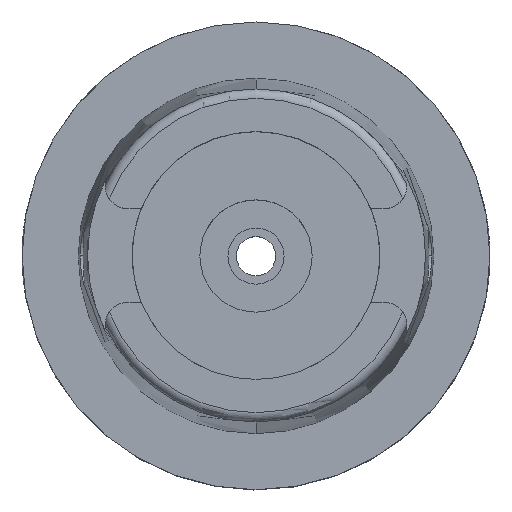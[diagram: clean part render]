
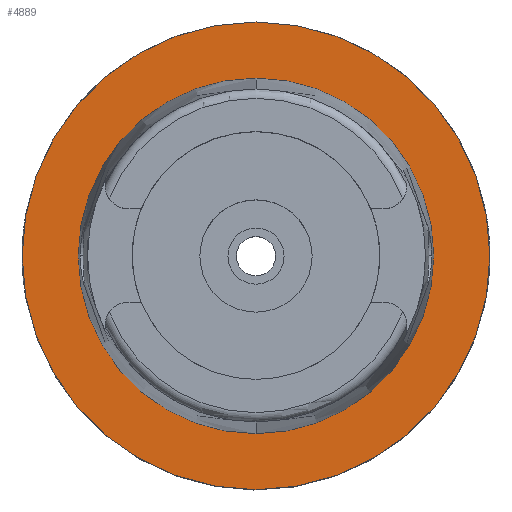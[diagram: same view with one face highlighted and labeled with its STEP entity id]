
A CAD part, top view. The second image highlights one B-rep face of the part: STEP entity #4889.
In plain terms, the highlighted planar face has unit normal (0, 0, 1).
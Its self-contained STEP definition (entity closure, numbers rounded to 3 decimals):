
#225 = CARTESIAN_POINT ( 'NONE',  ( 0., 0., 0. ) ) ;
#361 = CARTESIAN_POINT ( 'NONE',  ( 0., -50., 0. ) ) ;
#418 = DIRECTION ( 'NONE',  ( 0., 1., 0. ) ) ;
#559 = CARTESIAN_POINT ( 'NONE',  ( 0., 0., 0. ) ) ;
#636 = EDGE_LOOP ( 'NONE', ( #5322, #1328 ) ) ;
#725 = EDGE_CURVE ( 'NONE', #3907, #4337, #5302, .T. ) ;
#823 = VERTEX_POINT ( 'NONE', #5038 ) ;
#876 = AXIS2_PLACEMENT_3D ( 'NONE', #559, #2286, #4508 ) ;
#1065 = CARTESIAN_POINT ( 'NONE',  ( 0., 50., 0. ) ) ;
#1154 = DIRECTION ( 'NONE',  ( 1., 0., 0. ) ) ;
#1210 = VERTEX_POINT ( 'NONE', #5488 ) ;
#1328 = ORIENTED_EDGE ( 'NONE', *, *, #2483, .F. ) ;
#1630 = DIRECTION ( 'NONE',  ( 0., 0., 1. ) ) ;
#1699 = CARTESIAN_POINT ( 'NONE',  ( 0., 0., 0. ) ) ;
#1772 = AXIS2_PLACEMENT_3D ( 'NONE', #1699, #4713, #418 ) ;
#2058 = AXIS2_PLACEMENT_3D ( 'NONE', #225, #4552, #2496 ) ;
#2088 = FACE_OUTER_BOUND ( 'NONE', #2191, .T. ) ;
#2191 = EDGE_LOOP ( 'NONE', ( #4050, #2901 ) ) ;
#2225 = AXIS2_PLACEMENT_3D ( 'NONE', #4384, #5239, #4758 ) ;
#2286 = DIRECTION ( 'NONE',  ( 0., 0., 1. ) ) ;
#2483 = EDGE_CURVE ( 'NONE', #823, #1210, #5285, .T. ) ;
#2496 = DIRECTION ( 'NONE',  ( 0., -1., 0. ) ) ;
#2501 = CIRCLE ( 'NONE', #876, 38. ) ;
#2763 = CIRCLE ( 'NONE', #1772, 50. ) ;
#2901 = ORIENTED_EDGE ( 'NONE', *, *, #725, .F. ) ;
#3411 = EDGE_CURVE ( 'NONE', #4337, #3907, #2763, .T. ) ;
#3413 = CARTESIAN_POINT ( 'NONE',  ( 0., 0., 0. ) ) ;
#3580 = AXIS2_PLACEMENT_3D ( 'NONE', #3413, #1630, #1154 ) ;
#3630 = EDGE_CURVE ( 'NONE', #1210, #823, #2501, .T. ) ;
#3806 = PLANE ( 'NONE',  #3580 ) ;
#3907 = VERTEX_POINT ( 'NONE', #361 ) ;
#4050 = ORIENTED_EDGE ( 'NONE', *, *, #3411, .F. ) ;
#4337 = VERTEX_POINT ( 'NONE', #1065 ) ;
#4384 = CARTESIAN_POINT ( 'NONE',  ( 0., 0., 0. ) ) ;
#4508 = DIRECTION ( 'NONE',  ( 0., 1., 0. ) ) ;
#4552 = DIRECTION ( 'NONE',  ( 0., 0., -1. ) ) ;
#4713 = DIRECTION ( 'NONE',  ( 0., 0., -1. ) ) ;
#4758 = DIRECTION ( 'NONE',  ( 0., -1., 0. ) ) ;
#4889 = ADVANCED_FACE ( 'NONE', ( #2088, #5467 ), #3806, .T. ) ;
#5038 = CARTESIAN_POINT ( 'NONE',  ( 0., -38., 0. ) ) ;
#5239 = DIRECTION ( 'NONE',  ( 0., 0., 1. ) ) ;
#5285 = CIRCLE ( 'NONE', #2225, 38. ) ;
#5302 = CIRCLE ( 'NONE', #2058, 50. ) ;
#5322 = ORIENTED_EDGE ( 'NONE', *, *, #3630, .F. ) ;
#5467 = FACE_BOUND ( 'NONE', #636, .T. ) ;
#5488 = CARTESIAN_POINT ( 'NONE',  ( 0., 38., 0. ) ) ;
